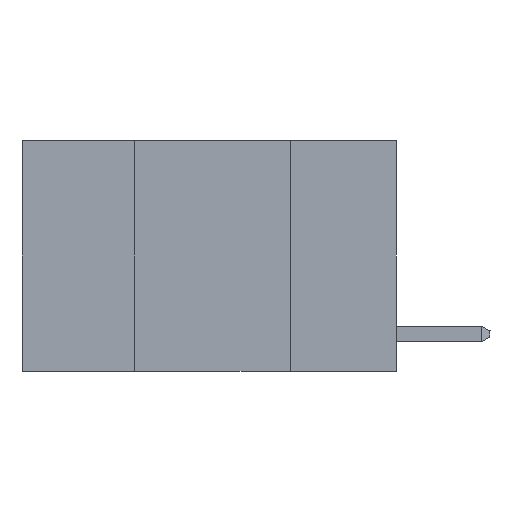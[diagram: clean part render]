
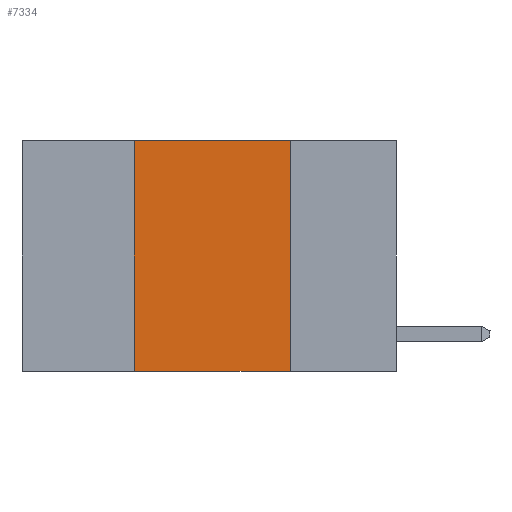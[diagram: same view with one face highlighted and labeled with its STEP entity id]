
A CAD part, left-side view. The second image highlights one B-rep face of the part: STEP entity #7334.
In plain terms, the highlighted planar face has unit normal (-1, 0, 0).
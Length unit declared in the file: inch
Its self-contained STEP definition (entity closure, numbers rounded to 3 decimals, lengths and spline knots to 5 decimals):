
#127 = EDGE_CURVE ( 'NONE', #2742, #802, #335, .T. ) ;
#335 = LINE ( 'NONE', #5636, #10924 ) ;
#499 = DIRECTION ( 'NONE',  ( 0., 0., -1. ) ) ;
#596 = DIRECTION ( 'NONE',  ( 1., 0., 0. ) ) ;
#651 = DIRECTION ( 'NONE',  ( 0., 0., -1. ) ) ;
#802 = VERTEX_POINT ( 'NONE', #6201 ) ;
#836 = CARTESIAN_POINT ( 'NONE',  ( 0., 0.17, 0. ) ) ;
#2002 = ORIENTED_EDGE ( 'NONE', *, *, #127, .T. ) ;
#2005 = EDGE_CURVE ( 'NONE', #2742, #3494, #9655, .T. ) ;
#2742 = VERTEX_POINT ( 'NONE', #8218 ) ;
#2746 = PLANE ( 'NONE',  #12500 ) ;
#3494 = VERTEX_POINT ( 'NONE', #10370 ) ;
#3707 = CARTESIAN_POINT ( 'NONE',  ( 0., 0.17, 0. ) ) ;
#3883 = LINE ( 'NONE', #3707, #11749 ) ;
#4085 = ORIENTED_EDGE ( 'NONE', *, *, #2005, .F. ) ;
#5257 = DIRECTION ( 'NONE',  ( 0., -1., 0. ) ) ;
#5636 = CARTESIAN_POINT ( 'NONE',  ( 0., 0.6, -0.37 ) ) ;
#5704 = EDGE_LOOP ( 'NONE', ( #7949, #8884, #4085, #2002 ) ) ;
#5950 = VERTEX_POINT ( 'NONE', #836 ) ;
#6201 = CARTESIAN_POINT ( 'NONE',  ( 0., 0.17, -0.37 ) ) ;
#6709 = DIRECTION ( 'NONE',  ( 0., 0., 1. ) ) ;
#6948 = LINE ( 'NONE', #7313, #9017 ) ;
#7302 = VECTOR ( 'NONE', #6709, 39.37008 ) ;
#7313 = CARTESIAN_POINT ( 'NONE',  ( 0., 0.6, 0. ) ) ;
#7334 = ADVANCED_FACE ( 'NONE', ( #7571 ), #2746, .F. ) ;
#7571 = FACE_OUTER_BOUND ( 'NONE', #5704, .T. ) ;
#7949 = ORIENTED_EDGE ( 'NONE', *, *, #9145, .F. ) ;
#8218 = CARTESIAN_POINT ( 'NONE',  ( 0., 0.42, -0.37 ) ) ;
#8804 = CARTESIAN_POINT ( 'NONE',  ( 0., 0.6, 0. ) ) ;
#8884 = ORIENTED_EDGE ( 'NONE', *, *, #10533, .F. ) ;
#9017 = VECTOR ( 'NONE', #5257, 39.37008 ) ;
#9145 = EDGE_CURVE ( 'NONE', #5950, #802, #3883, .T. ) ;
#9655 = LINE ( 'NONE', #12841, #7302 ) ;
#10370 = CARTESIAN_POINT ( 'NONE',  ( 0., 0.42, 0. ) ) ;
#10533 = EDGE_CURVE ( 'NONE', #3494, #5950, #6948, .T. ) ;
#10924 = VECTOR ( 'NONE', #11729, 39.37008 ) ;
#11729 = DIRECTION ( 'NONE',  ( 0., -1., 0. ) ) ;
#11749 = VECTOR ( 'NONE', #651, 39.37008 ) ;
#12500 = AXIS2_PLACEMENT_3D ( 'NONE', #8804, #596, #499 ) ;
#12841 = CARTESIAN_POINT ( 'NONE',  ( 0., 0.42, 0. ) ) ;
